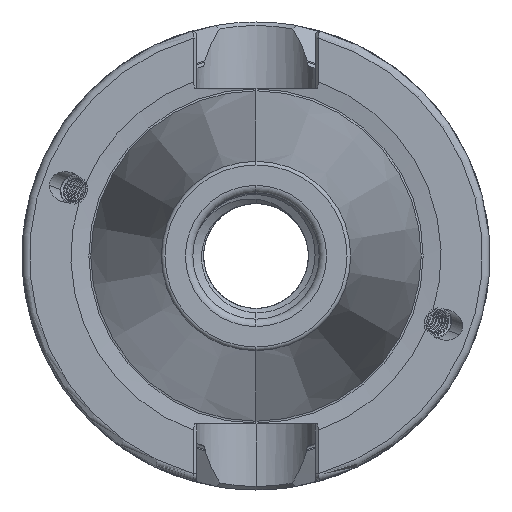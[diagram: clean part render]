
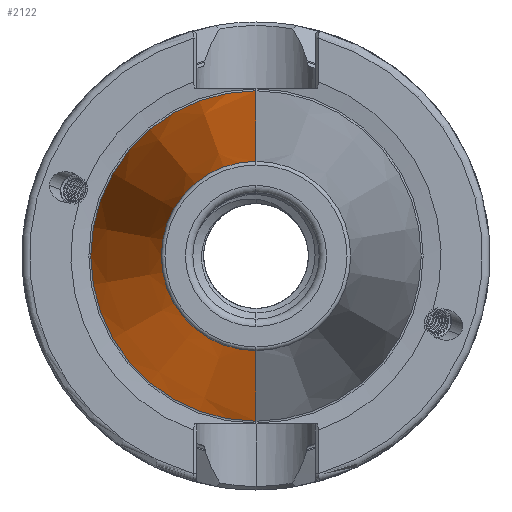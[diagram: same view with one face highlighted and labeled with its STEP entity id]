
A CAD part, left-side view. The second image highlights one B-rep face of the part: STEP entity #2122.
In plain terms, the highlighted conical face has half-angle 8.297 degrees and reference radius 22.24 mm.
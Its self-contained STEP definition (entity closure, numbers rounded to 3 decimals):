
#65 = VERTEX_POINT ( 'NONE', #4714 ) ;
#84 = VERTEX_POINT ( 'NONE', #4749 ) ;
#115 = VERTEX_POINT ( 'NONE', #4851 ) ;
#128 = VERTEX_POINT ( 'NONE', #4847 ) ;
#1765 = EDGE_CURVE ( 'NONE', #65, #84, #4175, .T. ) ;
#1769 = EDGE_CURVE ( 'NONE', #115, #128, #4169, .T. ) ;
#1841 = EDGE_CURVE ( 'NONE', #84, #128, #4254, .T. ) ;
#1842 = EDGE_CURVE ( 'NONE', #65, #115, #4246, .T. ) ;
#2122 = ADVANCED_FACE ( 'NONE', ( #15520 ), #15508, .T. ) ;
#2599 = ORIENTED_EDGE ( 'NONE', *, *, #1765, .F. ) ;
#2617 = ORIENTED_EDGE ( 'NONE', *, *, #1841, .F. ) ;
#2647 = ORIENTED_EDGE ( 'NONE', *, *, #1769, .T. ) ;
#2668 = ORIENTED_EDGE ( 'NONE', *, *, #1842, .T. ) ;
#3728 = EDGE_LOOP ( 'NONE', ( #2668, #2647, #2617, #2599 ) ) ;
#4151 = VECTOR ( 'NONE', #8605, 1000. ) ;
#4154 = VECTOR ( 'NONE', #8632, 1000. ) ;
#4169 = LINE ( 'NONE', #8653, #4154 ) ;
#4175 = LINE ( 'NONE', #8596, #4151 ) ;
#4246 = CIRCLE ( 'NONE', #4703, 12.75 ) ;
#4254 = CIRCLE ( 'NONE', #4678, 22.24 ) ;
#4678 = AXIS2_PLACEMENT_3D ( 'NONE', #9006, #8991, #8987 ) ;
#4703 = AXIS2_PLACEMENT_3D ( 'NONE', #8995, #8999, #8996 ) ;
#4714 = CARTESIAN_POINT ( 'NONE',  ( -65.972, 0., -12.75 ) ) ;
#4749 = CARTESIAN_POINT ( 'NONE',  ( -0.9, 0., -22.24 ) ) ;
#4847 = CARTESIAN_POINT ( 'NONE',  ( -0.9, 0., 22.24 ) ) ;
#4851 = CARTESIAN_POINT ( 'NONE',  ( -65.972, 0., 12.75 ) ) ;
#5291 = AXIS2_PLACEMENT_3D ( 'NONE', #17544, #17547, #17549 ) ;
#8596 = CARTESIAN_POINT ( 'NONE',  ( -0.9, 0., -22.24 ) ) ;
#8605 = DIRECTION ( 'NONE',  ( 0.99, 0., -0.144 ) ) ;
#8632 = DIRECTION ( 'NONE',  ( 0.99, 0., 0.144 ) ) ;
#8653 = CARTESIAN_POINT ( 'NONE',  ( -0.9, 0., 22.24 ) ) ;
#8987 = DIRECTION ( 'NONE',  ( 0., 0., -1. ) ) ;
#8991 = DIRECTION ( 'NONE',  ( 1., 0., 0. ) ) ;
#8995 = CARTESIAN_POINT ( 'NONE',  ( -65.972, 0., 0. ) ) ;
#8996 = DIRECTION ( 'NONE',  ( 0., 0., -1. ) ) ;
#8999 = DIRECTION ( 'NONE',  ( 1., 0., 0. ) ) ;
#9006 = CARTESIAN_POINT ( 'NONE',  ( -0.9, 0., 0. ) ) ;
#15508 = CONICAL_SURFACE ( 'NONE', #5291, 22.24, 0.145 ) ;
#15520 = FACE_OUTER_BOUND ( 'NONE', #3728, .T. ) ;
#17544 = CARTESIAN_POINT ( 'NONE',  ( -0.9, 0., 0. ) ) ;
#17547 = DIRECTION ( 'NONE',  ( 1., 0., 0. ) ) ;
#17549 = DIRECTION ( 'NONE',  ( 0., 0., -1. ) ) ;
